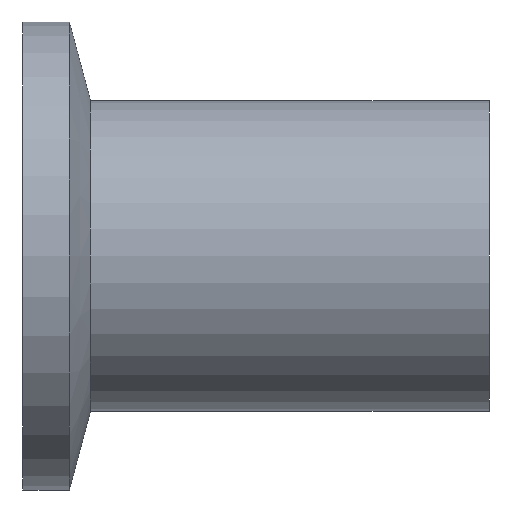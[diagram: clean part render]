
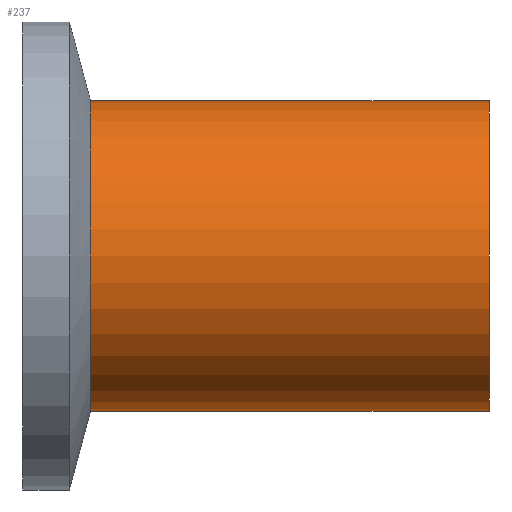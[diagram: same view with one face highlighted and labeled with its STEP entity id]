
A CAD part, front view. The second image highlights one B-rep face of the part: STEP entity #237.
In plain terms, the highlighted cylindrical face has radius 10 mm (diameter 20 mm), a partial arc.
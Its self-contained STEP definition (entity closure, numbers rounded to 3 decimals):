
#7 = CARTESIAN_POINT ( 'NONE',  ( 0., 0., -10. ) ) ;
#14 = VERTEX_POINT ( 'NONE', #100 ) ;
#21 = CARTESIAN_POINT ( 'NONE',  ( 30., 0., 0. ) ) ;
#25 = DIRECTION ( 'NONE',  ( 0., 0., 1. ) ) ;
#48 = DIRECTION ( 'NONE',  ( 0., 0., 1. ) ) ;
#79 = CIRCLE ( 'NONE', #209, 10. ) ;
#84 = DIRECTION ( 'NONE',  ( -1., 0., 0. ) ) ;
#100 = CARTESIAN_POINT ( 'NONE',  ( 4.353, 0., 10. ) ) ;
#115 = VECTOR ( 'NONE', #317, 1000. ) ;
#123 = VERTEX_POINT ( 'NONE', #262 ) ;
#138 = CARTESIAN_POINT ( 'NONE',  ( 4.353, 0., -10. ) ) ;
#140 = EDGE_CURVE ( 'NONE', #217, #234, #195, .T. ) ;
#145 = AXIS2_PLACEMENT_3D ( 'NONE', #21, #239, #25 ) ;
#154 = FACE_OUTER_BOUND ( 'NONE', #170, .T. ) ;
#160 = LINE ( 'NONE', #302, #384 ) ;
#170 = EDGE_LOOP ( 'NONE', ( #335, #189, #298, #344 ) ) ;
#189 = ORIENTED_EDGE ( 'NONE', *, *, #392, .T. ) ;
#195 = LINE ( 'NONE', #7, #115 ) ;
#209 = AXIS2_PLACEMENT_3D ( 'NONE', #297, #363, #48 ) ;
#217 = VERTEX_POINT ( 'NONE', #296 ) ;
#218 = CIRCLE ( 'NONE', #145, 10. ) ;
#234 = VERTEX_POINT ( 'NONE', #138 ) ;
#237 = ADVANCED_FACE ( 'NONE', ( #154 ), #389, .T. ) ;
#239 = DIRECTION ( 'NONE',  ( -1., 0., 0. ) ) ;
#262 = CARTESIAN_POINT ( 'NONE',  ( 30., 0., 10. ) ) ;
#296 = CARTESIAN_POINT ( 'NONE',  ( 30., 0., -10. ) ) ;
#297 = CARTESIAN_POINT ( 'NONE',  ( 4.353, 0., 0. ) ) ;
#298 = ORIENTED_EDGE ( 'NONE', *, *, #356, .T. ) ;
#302 = CARTESIAN_POINT ( 'NONE',  ( 0., 0., 10. ) ) ;
#307 = AXIS2_PLACEMENT_3D ( 'NONE', #377, #382, #340 ) ;
#312 = EDGE_CURVE ( 'NONE', #234, #14, #79, .T. ) ;
#317 = DIRECTION ( 'NONE',  ( -1., 0., 0. ) ) ;
#335 = ORIENTED_EDGE ( 'NONE', *, *, #140, .F. ) ;
#340 = DIRECTION ( 'NONE',  ( 0., 0., 1. ) ) ;
#344 = ORIENTED_EDGE ( 'NONE', *, *, #312, .F. ) ;
#356 = EDGE_CURVE ( 'NONE', #123, #14, #160, .T. ) ;
#363 = DIRECTION ( 'NONE',  ( -1., 0., 0. ) ) ;
#377 = CARTESIAN_POINT ( 'NONE',  ( 0., 0., 0. ) ) ;
#382 = DIRECTION ( 'NONE',  ( -1., 0., 0. ) ) ;
#384 = VECTOR ( 'NONE', #84, 1000. ) ;
#389 = CYLINDRICAL_SURFACE ( 'NONE', #307, 10. ) ;
#392 = EDGE_CURVE ( 'NONE', #217, #123, #218, .T. ) ;
